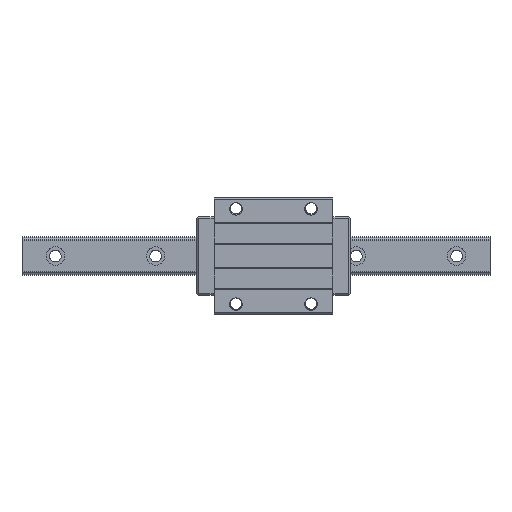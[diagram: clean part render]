
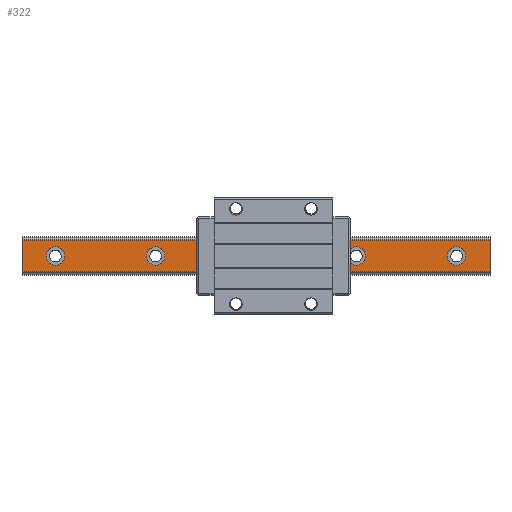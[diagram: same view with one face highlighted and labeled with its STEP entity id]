
A CAD part, top view. The second image highlights one B-rep face of the part: STEP entity #322.
In plain terms, the highlighted planar face has unit normal (0, 0, 1).
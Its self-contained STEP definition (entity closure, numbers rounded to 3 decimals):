
#124=FACE_BOUND('',#749,.T.);
#125=FACE_BOUND('',#750,.T.);
#126=FACE_BOUND('',#751,.T.);
#127=FACE_BOUND('',#752,.T.);
#128=FACE_BOUND('',#753,.T.);
#129=FACE_BOUND('',#754,.T.);
#214=PLANE('',#3736);
#322=ADVANCED_FACE('',(#124,#125,#126,#127,#128,#129),#214,.F.);
#749=EDGE_LOOP('',(#1665));
#750=EDGE_LOOP('',(#1666));
#751=EDGE_LOOP('',(#1667));
#752=EDGE_LOOP('',(#1668));
#753=EDGE_LOOP('',(#1669));
#754=EDGE_LOOP('',(#1670,#1671,#1672,#1673));
#991=LINE('',#5060,#1264);
#992=LINE('',#5074,#1265);
#993=LINE('',#5076,#1266);
#994=LINE('',#5078,#1267);
#1264=VECTOR('',#4096,1.);
#1265=VECTOR('',#4111,1.);
#1266=VECTOR('',#4112,1.);
#1267=VECTOR('',#4113,1.);
#1665=ORIENTED_EDGE('',*,*,#3072,.T.);
#1666=ORIENTED_EDGE('',*,*,#3073,.T.);
#1667=ORIENTED_EDGE('',*,*,#3074,.T.);
#1668=ORIENTED_EDGE('',*,*,#3075,.T.);
#1669=ORIENTED_EDGE('',*,*,#3076,.T.);
#1670=ORIENTED_EDGE('',*,*,#3077,.T.);
#1671=ORIENTED_EDGE('',*,*,#3078,.F.);
#1672=ORIENTED_EDGE('',*,*,#3079,.F.);
#1673=ORIENTED_EDGE('',*,*,#3070,.T.);
#2695=VERTEX_POINT('',#5059);
#2696=VERTEX_POINT('',#5061);
#2697=VERTEX_POINT('',#5065);
#2698=VERTEX_POINT('',#5067);
#2699=VERTEX_POINT('',#5069);
#2700=VERTEX_POINT('',#5071);
#2701=VERTEX_POINT('',#5073);
#2702=VERTEX_POINT('',#5075);
#2703=VERTEX_POINT('',#5077);
#3070=EDGE_CURVE('',#2696,#2695,#991,.T.);
#3072=EDGE_CURVE('',#2697,#2697,#3582,.T.);
#3073=EDGE_CURVE('',#2698,#2698,#3583,.T.);
#3074=EDGE_CURVE('',#2699,#2699,#3584,.T.);
#3075=EDGE_CURVE('',#2700,#2700,#3585,.T.);
#3076=EDGE_CURVE('',#2701,#2701,#3586,.T.);
#3077=EDGE_CURVE('',#2695,#2702,#992,.T.);
#3078=EDGE_CURVE('',#2703,#2702,#993,.T.);
#3079=EDGE_CURVE('',#2696,#2703,#994,.T.);
#3582=CIRCLE('',#3731,5.5);
#3583=CIRCLE('',#3732,5.5);
#3584=CIRCLE('',#3733,5.5);
#3585=CIRCLE('',#3734,5.5);
#3586=CIRCLE('',#3735,5.5);
#3731=AXIS2_PLACEMENT_3D('',#5064,#4101,#4102);
#3732=AXIS2_PLACEMENT_3D('',#5066,#4103,#4104);
#3733=AXIS2_PLACEMENT_3D('',#5068,#4105,#4106);
#3734=AXIS2_PLACEMENT_3D('',#5070,#4107,#4108);
#3735=AXIS2_PLACEMENT_3D('',#5072,#4109,#4110);
#3736=AXIS2_PLACEMENT_3D('',#5079,#4114,#4115);
#4096=DIRECTION('',(-1.,0.,0.));
#4101=DIRECTION('',(0.,0.,-1.));
#4102=DIRECTION('',(0.,1.,0.));
#4103=DIRECTION('',(0.,0.,-1.));
#4104=DIRECTION('',(0.,1.,0.));
#4105=DIRECTION('',(0.,0.,-1.));
#4106=DIRECTION('',(0.,1.,0.));
#4107=DIRECTION('',(0.,0.,-1.));
#4108=DIRECTION('',(0.,1.,0.));
#4109=DIRECTION('',(0.,0.,-1.));
#4110=DIRECTION('',(0.,1.,0.));
#4111=DIRECTION('',(0.,-1.,0.));
#4112=DIRECTION('',(-1.,0.,0.));
#4113=DIRECTION('',(0.,-1.,0.));
#4114=DIRECTION('',(0.,0.,-1.));
#4115=DIRECTION('',(0.,1.,0.));
#5059=CARTESIAN_POINT('',(448.665,-1084.462,20.5));
#5060=CARTESIAN_POINT('',(663.665,-1084.462,20.5));
#5061=CARTESIAN_POINT('',(728.665,-1084.462,20.5));
#5064=CARTESIAN_POINT('',(708.665,-1093.785,20.5));
#5065=CARTESIAN_POINT('',(708.665,-1088.285,20.5));
#5066=CARTESIAN_POINT('',(648.665,-1093.785,20.5));
#5067=CARTESIAN_POINT('',(648.665,-1088.285,20.5));
#5068=CARTESIAN_POINT('',(588.665,-1093.785,20.5));
#5069=CARTESIAN_POINT('',(588.665,-1088.285,20.5));
#5070=CARTESIAN_POINT('',(528.665,-1093.785,20.5));
#5071=CARTESIAN_POINT('',(528.665,-1088.285,20.5));
#5072=CARTESIAN_POINT('',(468.665,-1093.785,20.5));
#5073=CARTESIAN_POINT('',(468.665,-1088.285,20.5));
#5074=CARTESIAN_POINT('',(448.665,-1084.462,20.5));
#5075=CARTESIAN_POINT('',(448.665,-1103.109,20.5));
#5076=CARTESIAN_POINT('',(663.665,-1103.109,20.5));
#5077=CARTESIAN_POINT('',(728.665,-1103.109,20.5));
#5078=CARTESIAN_POINT('',(728.665,-1084.462,20.5));
#5079=CARTESIAN_POINT('',(663.665,-1084.462,20.5));
